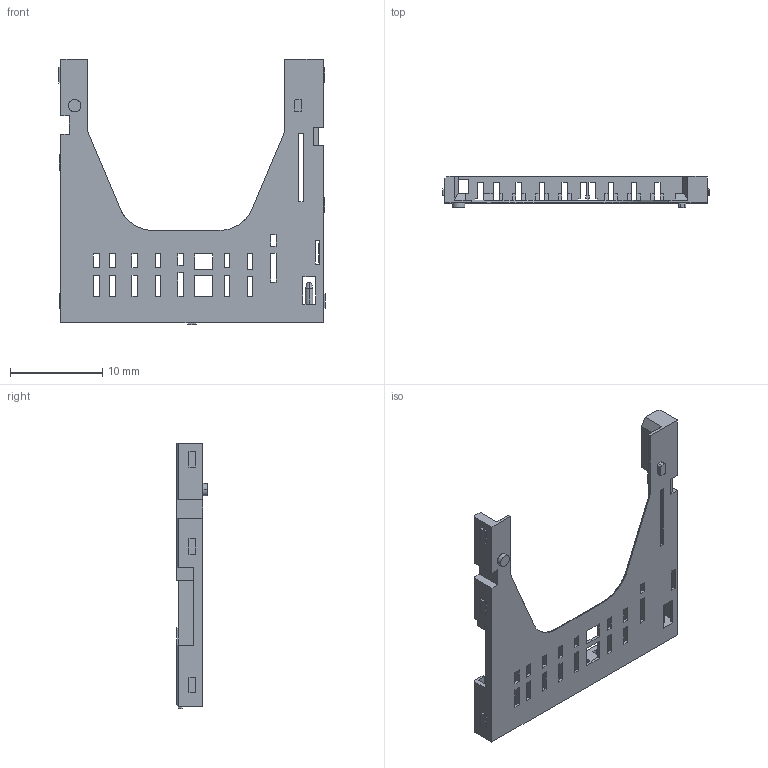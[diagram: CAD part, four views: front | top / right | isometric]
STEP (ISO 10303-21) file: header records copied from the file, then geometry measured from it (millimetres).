
FILE_DESCRIPTION(('FreeCAD Model'),'2;1');
FILE_NAME('693061010911 01.stp','2016-01-27T22:40:47',('FreeCAD'),('FreeCAD'), 'Open CASCADE STEP processor 6.8','FreeCAD','Unknown');
FILE_SCHEMA(('AUTOMOTIVE_DESIGN_CC2 { 1 2 10303 214 -1 1 5 4 }'));
Length unit declared in the file: millimetre
Products named in the file (1): Open CASCADE STEP translator 6.8 67
Bounding box: 28.8 x 3.35 x 28.7 mm (x, y, z)
Volume: 409.8 mm3; surface area: 1658.2 mm2
Topology: 1 solids, 1 shells, 379 faces, 1148 edges, 752 vertices
Faces by surface type: plane 361, bspline 18
Entity records: 26082 total; most frequent: CARTESIAN_POINT 10073, B_SPLINE_CURVE_WITH_KNOTS 3380, ORIENTED_EDGE 2296, PCURVE 2296, DEFINITIONAL_REPRESENTATION 2296, EDGE_CURVE 1148, SURFACE_CURVE 1148, VERTEX_POINT 753
